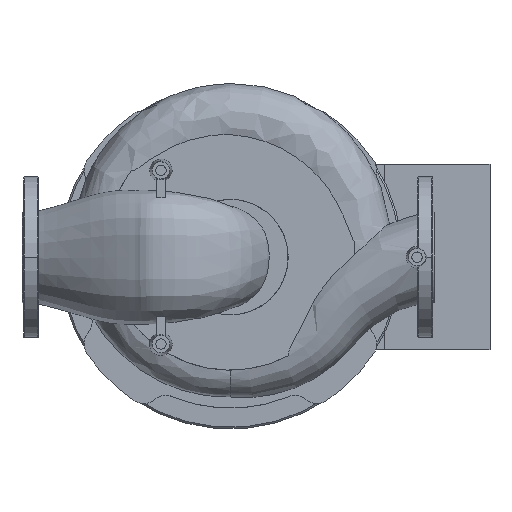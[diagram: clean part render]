
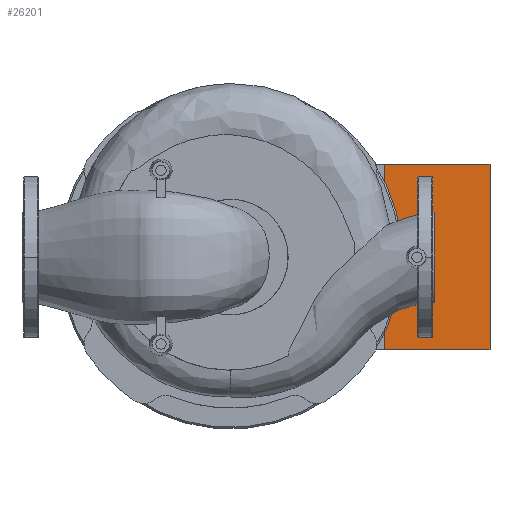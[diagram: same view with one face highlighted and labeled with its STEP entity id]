
A CAD part, front view. The second image highlights one B-rep face of the part: STEP entity #26201.
In plain terms, the highlighted planar face has unit normal (0, -1, 0).
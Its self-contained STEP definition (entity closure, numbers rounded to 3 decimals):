
#26162=CARTESIAN_POINT('',(539.0,341.5,-106.8));
#26163=DIRECTION('',(0.0,-1.0,0.0));
#26164=DIRECTION('',(0.0,0.0,-1.0));
#26165=AXIS2_PLACEMENT_3D('',#26162,#26163,#26164);
#26166=PLANE('',#26165);
#26167=CARTESIAN_POINT('',(539.0,341.5,106.8));
#26168=VERTEX_POINT('',#26167);
#26169=CARTESIAN_POINT('',(418.0,341.5,106.8));
#26170=VERTEX_POINT('',#26169);
#26171=CARTESIAN_POINT('',(539.0,341.5,106.8));
#26172=DIRECTION('',(-1.0,0.0,0.0));
#26173=VECTOR('',#26172,121.0);
#26174=LINE('',#26171,#26173);
#26175=EDGE_CURVE('',#26168,#26170,#26174,.T.);
#26176=ORIENTED_EDGE('',*,*,#26175,.T.);
#26177=CARTESIAN_POINT('',(418.0,341.5,-106.8));
#26178=VERTEX_POINT('',#26177);
#26179=CARTESIAN_POINT('',(418.0,341.5,-106.8));
#26180=DIRECTION('',(0.0,0.0,1.0));
#26181=VECTOR('',#26180,213.6);
#26182=LINE('',#26179,#26181);
#26183=EDGE_CURVE('',#26178,#26170,#26182,.T.);
#26184=ORIENTED_EDGE('',*,*,#26183,.F.);
#26185=CARTESIAN_POINT('',(539.0,341.5,-106.8));
#26186=VERTEX_POINT('',#26185);
#26187=CARTESIAN_POINT('',(539.0,341.5,-106.8));
#26188=DIRECTION('',(-1.0,0.0,0.0));
#26189=VECTOR('',#26188,121.0);
#26190=LINE('',#26187,#26189);
#26191=EDGE_CURVE('',#26186,#26178,#26190,.T.);
#26192=ORIENTED_EDGE('',*,*,#26191,.F.);
#26193=CARTESIAN_POINT('',(539.0,341.5,-106.8));
#26194=DIRECTION('',(0.0,0.0,1.0));
#26195=VECTOR('',#26194,213.6);
#26196=LINE('',#26193,#26195);
#26197=EDGE_CURVE('',#26186,#26168,#26196,.T.);
#26198=ORIENTED_EDGE('',*,*,#26197,.T.);
#26199=EDGE_LOOP('',(#26176,#26184,#26192,#26198));
#26200=FACE_OUTER_BOUND('',#26199,.T.);
#26201=ADVANCED_FACE('',(#26200),#26166,.T.);
